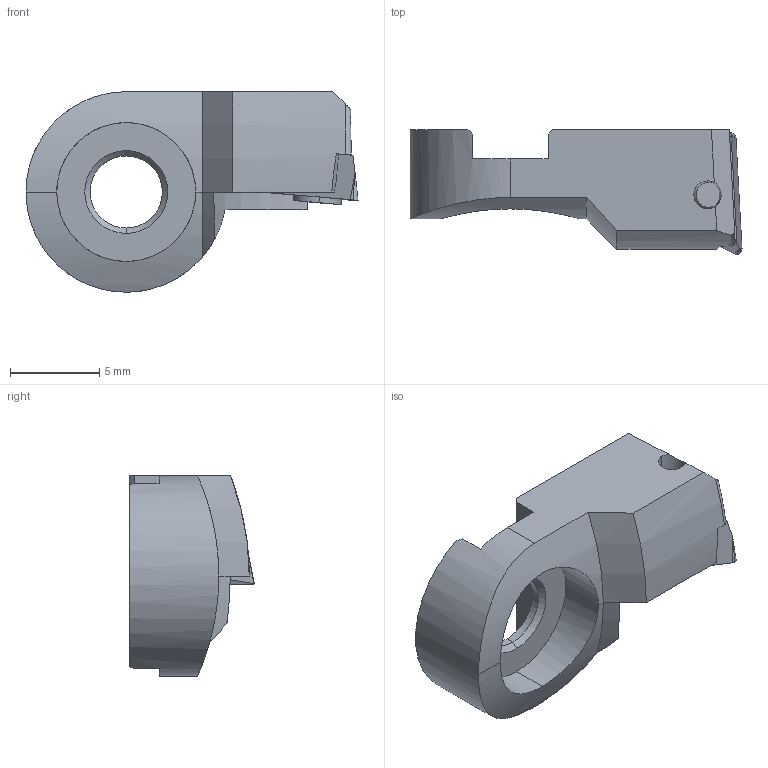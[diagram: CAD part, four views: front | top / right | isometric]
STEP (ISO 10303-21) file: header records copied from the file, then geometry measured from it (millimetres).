
FILE_DESCRIPTION(('no description'),'unknown implementation level');
FILE_NAME('629597D2-CFF0-4147-935D-917C69544925_export.stp',' ',('CIMSOURCE GmbH'),('CADClick - KiM GmbH - www.kimweb.de'),'unknown preprocess','ACIS','unknown authorization');
FILE_SCHEMA(('automotive_design'));
Length unit declared in the file: millimetre
Products named in the file (3): 626.231 Kaiser EBH 31 TP07 32-42|694.103 Kaiser ETL M2x4.8 T6 IP 10S;Kreismuster1; 626.231 Kaiser EBH 31 TP07 32-42|651.735 Kaiser TPGT 070203 K10C;Kombinieren1; 626.231 Kaiser EBH 31 TP07 32-42|626.231 Kaiser EBH 31 TP07 32-42;Schnitt-Linear austragen4
Bounding box: 18.63 x 7 x 11.25 mm (x, y, z)
Volume: 539.5 mm3; surface area: 784.2 mm2
Topology: 3 solids, 3 shells, 94 faces, 243 edges, 150 vertices
Faces by surface type: cylinder 37, plane 29, cone 21, torus 6, bspline 1
Entity records: 6428 total; most frequent: CARTESIAN_POINT 1317, DIRECTION 530, STYLED_ITEM 485, PRESENTATION_STYLE_ASSIGNMENT 485, COLOUR_RGB 485, ORIENTED_EDGE 476, EDGE_CURVE 238, CURVE_STYLE 238
